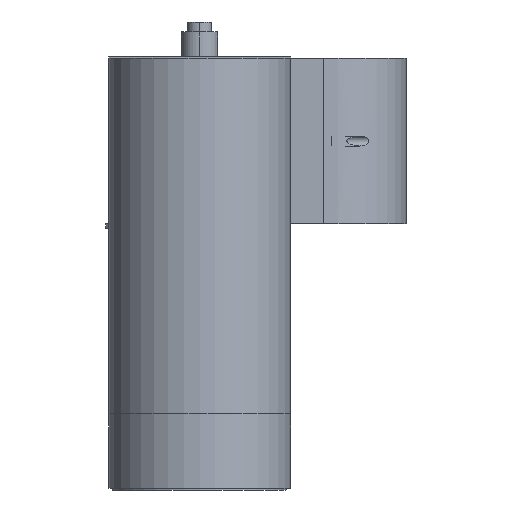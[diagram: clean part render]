
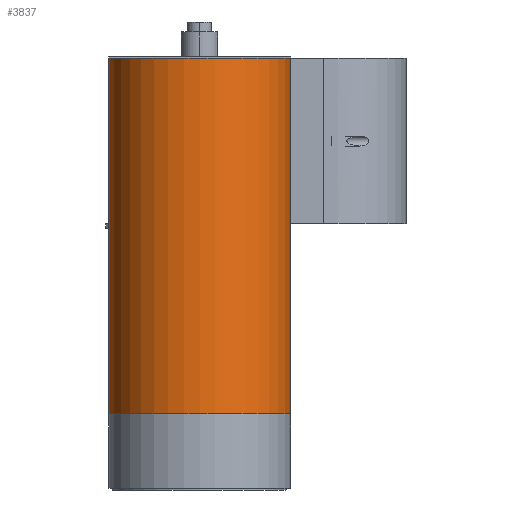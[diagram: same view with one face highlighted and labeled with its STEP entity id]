
A CAD part, left-side view. The second image highlights one B-rep face of the part: STEP entity #3837.
In plain terms, the highlighted cylindrical face has radius 55 mm (diameter 110 mm), a partial arc.
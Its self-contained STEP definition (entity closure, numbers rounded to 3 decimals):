
#20 = EDGE_CURVE ( 'NONE', #8046, #8316, #18730, .T. ) ;
#738 = VECTOR ( 'NONE', #6738, 1000. ) ;
#946 = CARTESIAN_POINT ( 'NONE',  ( 0., -55., 0. ) ) ;
#1898 = CARTESIAN_POINT ( 'NONE',  ( 0., 55., 0. ) ) ;
#2125 = EDGE_CURVE ( 'NONE', #8316, #4140, #7980, .T. ) ;
#2639 = CARTESIAN_POINT ( 'NONE',  ( 0., 0., 0. ) ) ;
#2955 = AXIS2_PLACEMENT_3D ( 'NONE', #13627, #4307, #13519 ) ;
#3467 = CARTESIAN_POINT ( 'NONE',  ( 0., -55., 0. ) ) ;
#3837 = ADVANCED_FACE ( 'NONE', ( #7392 ), #7498, .T. ) ;
#4052 = DIRECTION ( 'NONE',  ( 0., -1., 0. ) ) ;
#4140 = VERTEX_POINT ( 'NONE', #19003 ) ;
#4307 = DIRECTION ( 'NONE',  ( 1., 0., 0. ) ) ;
#4626 = CIRCLE ( 'NONE', #16792, 55. ) ;
#5012 = ORIENTED_EDGE ( 'NONE', *, *, #2125, .T. ) ;
#5405 = ORIENTED_EDGE ( 'NONE', *, *, #15288, .F. ) ;
#5655 = ORIENTED_EDGE ( 'NONE', *, *, #20, .T. ) ;
#6738 = DIRECTION ( 'NONE',  ( 1., 0., 0. ) ) ;
#7392 = FACE_OUTER_BOUND ( 'NONE', #8662, .T. ) ;
#7413 = ORIENTED_EDGE ( 'NONE', *, *, #10322, .F. ) ;
#7498 = CYLINDRICAL_SURFACE ( 'NONE', #2955, 55. ) ;
#7980 = LINE ( 'NONE', #1898, #9048 ) ;
#8030 = CARTESIAN_POINT ( 'NONE',  ( 215., -55., 0. ) ) ;
#8046 = VERTEX_POINT ( 'NONE', #946 ) ;
#8195 = CARTESIAN_POINT ( 'NONE',  ( 0., 55., 0. ) ) ;
#8316 = VERTEX_POINT ( 'NONE', #8195 ) ;
#8662 = EDGE_LOOP ( 'NONE', ( #5655, #5012, #5405, #7413 ) ) ;
#8952 = DIRECTION ( 'NONE',  ( 1., 0., 0. ) ) ;
#9048 = VECTOR ( 'NONE', #9494, 1000. ) ;
#9494 = DIRECTION ( 'NONE',  ( 1., 0., 0. ) ) ;
#10322 = EDGE_CURVE ( 'NONE', #8046, #16841, #12685, .T. ) ;
#10739 = AXIS2_PLACEMENT_3D ( 'NONE', #2639, #17786, #4052 ) ;
#12685 = LINE ( 'NONE', #3467, #738 ) ;
#13519 = DIRECTION ( 'NONE',  ( 0., -1., 0. ) ) ;
#13627 = CARTESIAN_POINT ( 'NONE',  ( 0., 0., 0. ) ) ;
#14799 = DIRECTION ( 'NONE',  ( 0., -1., 0. ) ) ;
#15087 = CARTESIAN_POINT ( 'NONE',  ( 215., 0., 0. ) ) ;
#15288 = EDGE_CURVE ( 'NONE', #16841, #4140, #4626, .T. ) ;
#16792 = AXIS2_PLACEMENT_3D ( 'NONE', #15087, #8952, #14799 ) ;
#16841 = VERTEX_POINT ( 'NONE', #8030 ) ;
#17786 = DIRECTION ( 'NONE',  ( 1., 0., 0. ) ) ;
#18730 = CIRCLE ( 'NONE', #10739, 55. ) ;
#19003 = CARTESIAN_POINT ( 'NONE',  ( 215., 55., 0. ) ) ;
